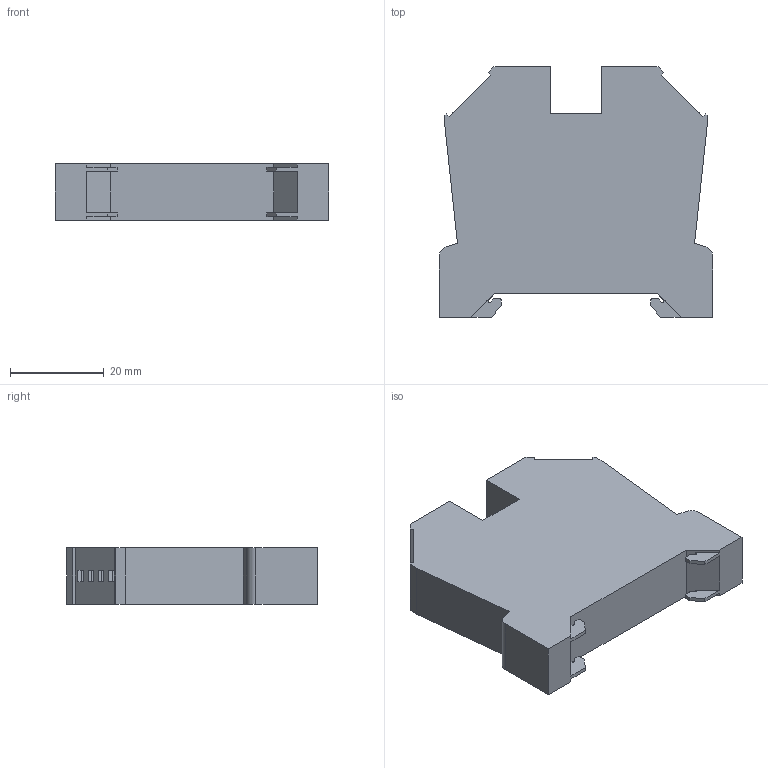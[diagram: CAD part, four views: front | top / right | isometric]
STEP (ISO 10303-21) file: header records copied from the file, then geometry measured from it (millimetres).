
FILE_DESCRIPTION (( 'STEP AP214' ), '1' );
FILE_NAME ('43451_DN-G4.STEP', '2014-05-16T07:46:23', ( '' ), ( '' ), 'SwSTEP 2.0', 'SolidWorks 2013', '' );
FILE_SCHEMA (( 'AUTOMOTIVE_DESIGN' ));
Length unit declared in the file: millimetre
Products named in the file (2): 43451_DN-G4; 20553
Assembly tree (1 placements, depth 2):
  43451_DN-G4
    20553
Bounding box: 58.4 x 53.5 x 12 mm (x, y, z)
Volume: 29953.4 mm3; surface area: 8757.1 mm2
Topology: 1 solids, 1 shells, 174 faces, 474 edges, 316 vertices
Faces by surface type: plane 148, cylinder 26
Entity records: 5508 total; most frequent: CARTESIAN_POINT 968, ORIENTED_EDGE 948, DIRECTION 894, EDGE_CURVE 474, LINE 410, VECTOR 410, VERTEX_POINT 316, AXIS2_PLACEMENT_3D 242
